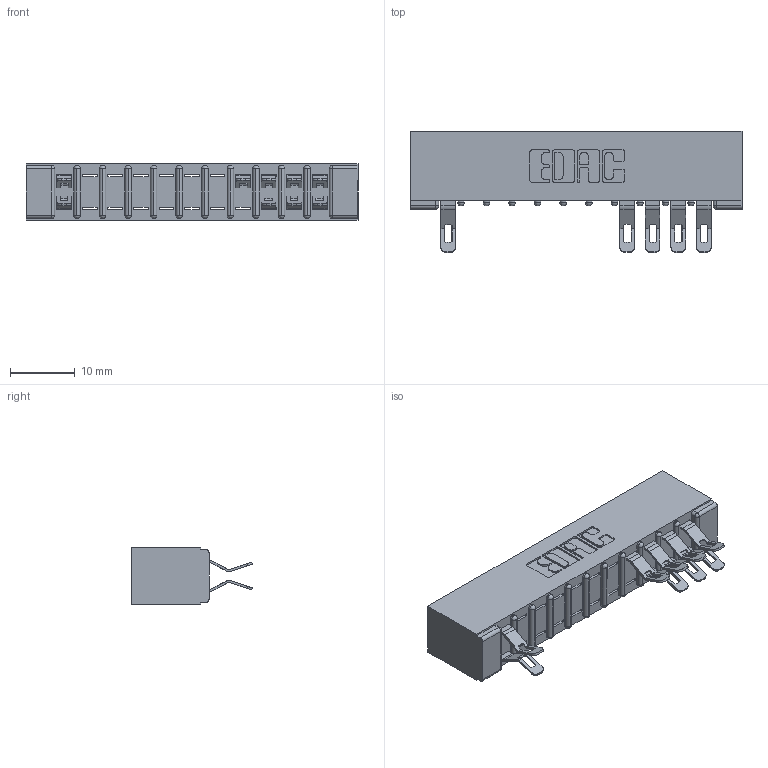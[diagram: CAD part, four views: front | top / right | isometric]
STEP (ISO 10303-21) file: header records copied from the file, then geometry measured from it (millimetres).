
FILE_DESCRIPTION (( 'STEP AP203' ), '1' );
FILE_NAME ('307-022-555-201.STEP', '2018-08-04T04:22:27', ( '' ), ( '' ), 'SwSTEP 2.0', 'SolidWorks 2016', '' );
FILE_SCHEMA (( 'CONFIG_CONTROL_DESIGN' ));
Length unit declared in the file: inch
Products named in the file (3): 307 Part_No Mounting Lugs; 307-290-001_555; 307-022-555-201
Assembly tree (10 placements, depth 2):
  307-022-555-201
    307 Part_No Mounting Lugs
    307-290-001_555  x9
Bounding box: 51.46 x 18.75 x 8.71 mm (x, y, z)
Volume: 3458.9 mm3; surface area: 5160.4 mm2
Topology: 10 solids, 10 shells, 801 faces, 2344 edges, 1516 vertices
Faces by surface type: plane 450, cylinder 327, sphere 24
Entity records: 13447 total; most frequent: CARTESIAN_POINT 2266, ORIENTED_EDGE 2256, DIRECTION 2226, EDGE_CURVE 1128, LINE 842, VECTOR 842, VERTEX_POINT 732, AXIS2_PLACEMENT_3D 692
